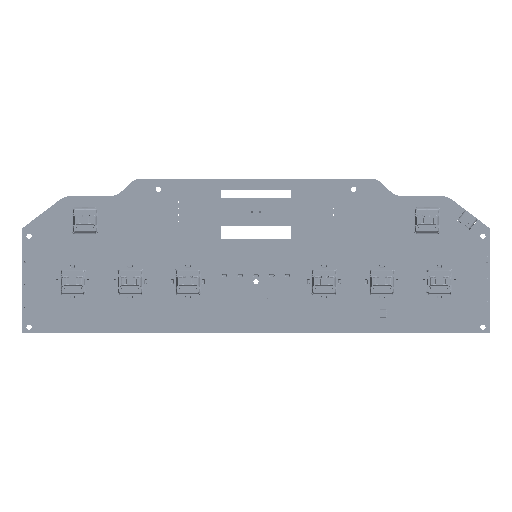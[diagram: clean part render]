
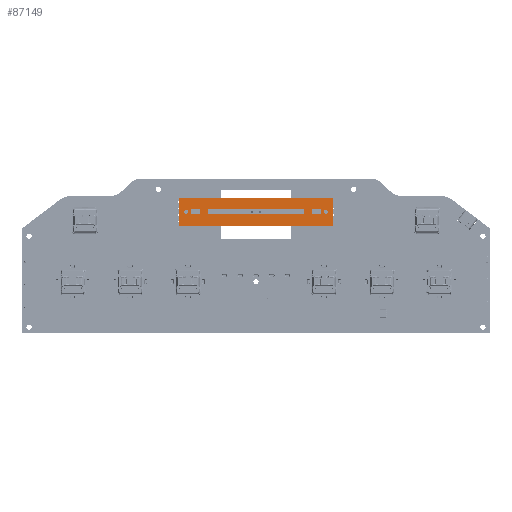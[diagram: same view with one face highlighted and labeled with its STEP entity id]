
A CAD part, top view. The second image highlights one B-rep face of the part: STEP entity #87149.
In plain terms, the highlighted planar face has unit normal (0, 0, 1).
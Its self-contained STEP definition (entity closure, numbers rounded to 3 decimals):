
#87149 = ADVANCED_FACE('',(#87150,#87161,#87172,#87206,#87240,#87274),
  #87308,.T.);
#87150 = FACE_BOUND('',#87151,.T.);
#87151 = EDGE_LOOP('',(#87152));
#87152 = ORIENTED_EDGE('',*,*,#87153,.F.);
#87153 = EDGE_CURVE('',#87154,#87154,#87156,.T.);
#87154 = VERTEX_POINT('',#87155);
#87155 = CARTESIAN_POINT('',(-38.806,0.,8.));
#87156 = CIRCLE('',#87157,1.194);
#87157 = AXIS2_PLACEMENT_3D('',#87158,#87159,#87160);
#87158 = CARTESIAN_POINT('',(-40.,0.,8.));
#87159 = DIRECTION('',(0.,0.,1.));
#87160 = DIRECTION('',(1.,0.,-0.));
#87161 = FACE_BOUND('',#87162,.T.);
#87162 = EDGE_LOOP('',(#87163));
#87163 = ORIENTED_EDGE('',*,*,#87164,.F.);
#87164 = EDGE_CURVE('',#87165,#87165,#87167,.T.);
#87165 = VERTEX_POINT('',#87166);
#87166 = CARTESIAN_POINT('',(41.194,0.,8.));
#87167 = CIRCLE('',#87168,1.194);
#87168 = AXIS2_PLACEMENT_3D('',#87169,#87170,#87171);
#87169 = CARTESIAN_POINT('',(40.,0.,8.));
#87170 = DIRECTION('',(0.,0.,1.));
#87171 = DIRECTION('',(1.,0.,-0.));
#87172 = FACE_BOUND('',#87173,.T.);
#87173 = EDGE_LOOP('',(#87174,#87184,#87192,#87200));
#87174 = ORIENTED_EDGE('',*,*,#87175,.F.);
#87175 = EDGE_CURVE('',#87176,#87178,#87180,.T.);
#87176 = VERTEX_POINT('',#87177);
#87177 = CARTESIAN_POINT('',(44.,-8.,8.));
#87178 = VERTEX_POINT('',#87179);
#87179 = CARTESIAN_POINT('',(-44.,-8.,8.));
#87180 = LINE('',#87181,#87182);
#87181 = CARTESIAN_POINT('',(0.,-8.,8.));
#87182 = VECTOR('',#87183,1.);
#87183 = DIRECTION('',(-1.,0.,0.));
#87184 = ORIENTED_EDGE('',*,*,#87185,.T.);
#87185 = EDGE_CURVE('',#87176,#87186,#87188,.T.);
#87186 = VERTEX_POINT('',#87187);
#87187 = CARTESIAN_POINT('',(44.,8.,8.));
#87188 = LINE('',#87189,#87190);
#87189 = CARTESIAN_POINT('',(44.,0.,8.));
#87190 = VECTOR('',#87191,1.);
#87191 = DIRECTION('',(0.,1.,0.));
#87192 = ORIENTED_EDGE('',*,*,#87193,.T.);
#87193 = EDGE_CURVE('',#87186,#87194,#87196,.T.);
#87194 = VERTEX_POINT('',#87195);
#87195 = CARTESIAN_POINT('',(-44.,8.,8.));
#87196 = LINE('',#87197,#87198);
#87197 = CARTESIAN_POINT('',(0.,8.,8.));
#87198 = VECTOR('',#87199,1.);
#87199 = DIRECTION('',(-1.,0.,0.));
#87200 = ORIENTED_EDGE('',*,*,#87201,.F.);
#87201 = EDGE_CURVE('',#87178,#87194,#87202,.T.);
#87202 = LINE('',#87203,#87204);
#87203 = CARTESIAN_POINT('',(-44.,0.,8.));
#87204 = VECTOR('',#87205,1.);
#87205 = DIRECTION('',(0.,1.,0.));
#87206 = FACE_BOUND('',#87207,.T.);
#87207 = EDGE_LOOP('',(#87208,#87218,#87226,#87234));
#87208 = ORIENTED_EDGE('',*,*,#87209,.T.);
#87209 = EDGE_CURVE('',#87210,#87212,#87214,.T.);
#87210 = VERTEX_POINT('',#87211);
#87211 = CARTESIAN_POINT('',(32.,-1.4,8.));
#87212 = VERTEX_POINT('',#87213);
#87213 = CARTESIAN_POINT('',(32.,1.4,8.));
#87214 = LINE('',#87215,#87216);
#87215 = CARTESIAN_POINT('',(32.,0.,8.));
#87216 = VECTOR('',#87217,1.);
#87217 = DIRECTION('',(0.,1.,0.));
#87218 = ORIENTED_EDGE('',*,*,#87219,.T.);
#87219 = EDGE_CURVE('',#87212,#87220,#87222,.T.);
#87220 = VERTEX_POINT('',#87221);
#87221 = CARTESIAN_POINT('',(37.,1.4,8.));
#87222 = LINE('',#87223,#87224);
#87223 = CARTESIAN_POINT('',(34.5,1.4,8.));
#87224 = VECTOR('',#87225,1.);
#87225 = DIRECTION('',(1.,0.,0.));
#87226 = ORIENTED_EDGE('',*,*,#87227,.F.);
#87227 = EDGE_CURVE('',#87228,#87220,#87230,.T.);
#87228 = VERTEX_POINT('',#87229);
#87229 = CARTESIAN_POINT('',(37.,-1.4,8.));
#87230 = LINE('',#87231,#87232);
#87231 = CARTESIAN_POINT('',(37.,0.,8.));
#87232 = VECTOR('',#87233,1.);
#87233 = DIRECTION('',(0.,1.,0.));
#87234 = ORIENTED_EDGE('',*,*,#87235,.F.);
#87235 = EDGE_CURVE('',#87210,#87228,#87236,.T.);
#87236 = LINE('',#87237,#87238);
#87237 = CARTESIAN_POINT('',(34.5,-1.4,8.));
#87238 = VECTOR('',#87239,1.);
#87239 = DIRECTION('',(1.,0.,0.));
#87240 = FACE_BOUND('',#87241,.T.);
#87241 = EDGE_LOOP('',(#87242,#87252,#87260,#87268));
#87242 = ORIENTED_EDGE('',*,*,#87243,.F.);
#87243 = EDGE_CURVE('',#87244,#87246,#87248,.T.);
#87244 = VERTEX_POINT('',#87245);
#87245 = CARTESIAN_POINT('',(27.5,-1.4,8.));
#87246 = VERTEX_POINT('',#87247);
#87247 = CARTESIAN_POINT('',(27.5,1.4,8.));
#87248 = LINE('',#87249,#87250);
#87249 = CARTESIAN_POINT('',(27.5,0.,8.));
#87250 = VECTOR('',#87251,1.);
#87251 = DIRECTION('',(0.,1.,0.));
#87252 = ORIENTED_EDGE('',*,*,#87253,.T.);
#87253 = EDGE_CURVE('',#87244,#87254,#87256,.T.);
#87254 = VERTEX_POINT('',#87255);
#87255 = CARTESIAN_POINT('',(-27.5,-1.4,8.));
#87256 = LINE('',#87257,#87258);
#87257 = CARTESIAN_POINT('',(0.,-1.4,8.));
#87258 = VECTOR('',#87259,1.);
#87259 = DIRECTION('',(-1.,0.,0.));
#87260 = ORIENTED_EDGE('',*,*,#87261,.T.);
#87261 = EDGE_CURVE('',#87254,#87262,#87264,.T.);
#87262 = VERTEX_POINT('',#87263);
#87263 = CARTESIAN_POINT('',(-27.5,1.4,8.));
#87264 = LINE('',#87265,#87266);
#87265 = CARTESIAN_POINT('',(-27.5,0.,8.));
#87266 = VECTOR('',#87267,1.);
#87267 = DIRECTION('',(0.,1.,0.));
#87268 = ORIENTED_EDGE('',*,*,#87269,.F.);
#87269 = EDGE_CURVE('',#87246,#87262,#87270,.T.);
#87270 = LINE('',#87271,#87272);
#87271 = CARTESIAN_POINT('',(0.,1.4,8.));
#87272 = VECTOR('',#87273,1.);
#87273 = DIRECTION('',(-1.,0.,0.));
#87274 = FACE_BOUND('',#87275,.T.);
#87275 = EDGE_LOOP('',(#87276,#87286,#87294,#87302));
#87276 = ORIENTED_EDGE('',*,*,#87277,.F.);
#87277 = EDGE_CURVE('',#87278,#87280,#87282,.T.);
#87278 = VERTEX_POINT('',#87279);
#87279 = CARTESIAN_POINT('',(-32.,-1.4,8.));
#87280 = VERTEX_POINT('',#87281);
#87281 = CARTESIAN_POINT('',(-32.,1.4,8.));
#87282 = LINE('',#87283,#87284);
#87283 = CARTESIAN_POINT('',(-32.,0.,8.));
#87284 = VECTOR('',#87285,1.);
#87285 = DIRECTION('',(0.,1.,0.));
#87286 = ORIENTED_EDGE('',*,*,#87287,.T.);
#87287 = EDGE_CURVE('',#87278,#87288,#87290,.T.);
#87288 = VERTEX_POINT('',#87289);
#87289 = CARTESIAN_POINT('',(-37.,-1.4,8.));
#87290 = LINE('',#87291,#87292);
#87291 = CARTESIAN_POINT('',(-34.5,-1.4,8.));
#87292 = VECTOR('',#87293,1.);
#87293 = DIRECTION('',(-1.,0.,0.));
#87294 = ORIENTED_EDGE('',*,*,#87295,.T.);
#87295 = EDGE_CURVE('',#87288,#87296,#87298,.T.);
#87296 = VERTEX_POINT('',#87297);
#87297 = CARTESIAN_POINT('',(-37.,1.4,8.));
#87298 = LINE('',#87299,#87300);
#87299 = CARTESIAN_POINT('',(-37.,0.,8.));
#87300 = VECTOR('',#87301,1.);
#87301 = DIRECTION('',(0.,1.,0.));
#87302 = ORIENTED_EDGE('',*,*,#87303,.F.);
#87303 = EDGE_CURVE('',#87280,#87296,#87304,.T.);
#87304 = LINE('',#87305,#87306);
#87305 = CARTESIAN_POINT('',(-34.5,1.4,8.));
#87306 = VECTOR('',#87307,1.);
#87307 = DIRECTION('',(-1.,0.,0.));
#87308 = PLANE('',#87309);
#87309 = AXIS2_PLACEMENT_3D('',#87310,#87311,#87312);
#87310 = CARTESIAN_POINT('',(0.,0.,8.));
#87311 = DIRECTION('',(0.,0.,1.));
#87312 = DIRECTION('',(1.,0.,-0.));
